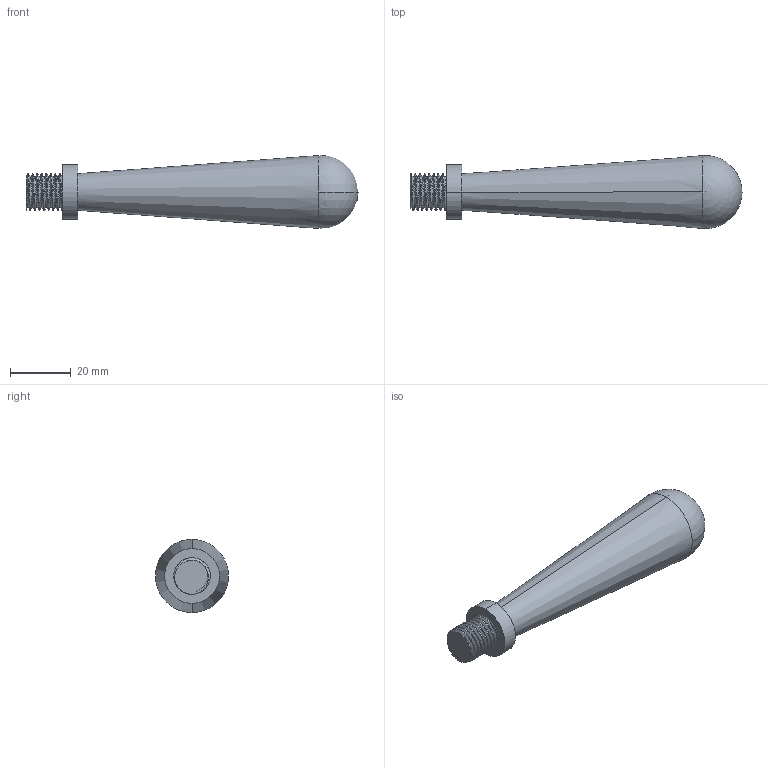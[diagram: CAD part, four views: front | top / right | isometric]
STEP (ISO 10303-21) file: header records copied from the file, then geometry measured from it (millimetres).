
FILE_DESCRIPTION (( 'STEP AP214' ), '1' );
FILE_NAME ('Handle Wheel.STEP', '2025-02-16T17:22:02', ( '' ), ( '' ), 'SwSTEP 2.0', 'SolidWorks 2024', '' );
FILE_SCHEMA (( 'AUTOMOTIVE_DESIGN' ));
Length unit declared in the file: millimetre
Products named in the file (1): Handle Wheel
Bounding box: 109 x 23.97 x 24 mm (x, y, z)
Volume: 27238.1 mm3; surface area: 6850.3 mm2
Topology: 1 solids, 1 shells, 31 faces, 83 edges, 54 vertices
Faces by surface type: cylinder 19, plane 4, bspline 4, cone 2, sphere 2
Entity records: 2764 total; most frequent: CARTESIAN_POINT 2112, ORIENTED_EDGE 156, DIRECTION 108, EDGE_CURVE 78, VERTEX_POINT 51, AXIS2_PLACEMENT_3D 42, EDGE_LOOP 33, ADVANCED_FACE 31
